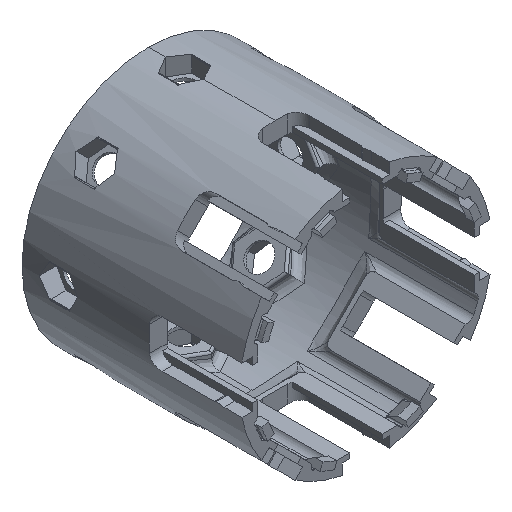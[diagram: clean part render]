
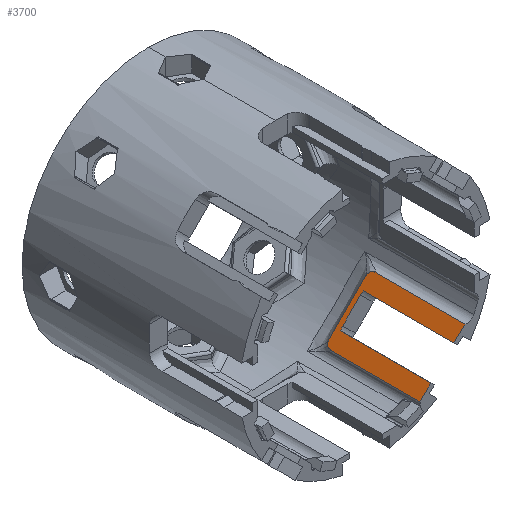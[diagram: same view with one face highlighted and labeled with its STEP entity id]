
A CAD part, isometric view. The second image highlights one B-rep face of the part: STEP entity #3700.
In plain terms, the highlighted planar face has unit normal (-0.707, 0, 0.707).
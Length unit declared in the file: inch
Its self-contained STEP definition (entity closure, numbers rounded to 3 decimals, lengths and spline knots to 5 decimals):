
#45 = CARTESIAN_POINT ( 'NONE',  ( 0.79061, 1.30951, -1.31656 ) ) ;
#265 = VERTEX_POINT ( 'NONE', #14478 ) ;
#297 = VECTOR ( 'NONE', #689, 39.37008 ) ;
#369 = VECTOR ( 'NONE', #10063, 39.37008 ) ;
#506 = EDGE_CURVE ( 'NONE', #4381, #929, #4369, .T. ) ;
#510 = LINE ( 'NONE', #11786, #369 ) ;
#616 = CARTESIAN_POINT ( 'NONE',  ( 1.34564, 1.29051, -0.76153 ) ) ;
#689 = DIRECTION ( 'NONE',  ( 0.707, 0., 0.707 ) ) ;
#929 = VERTEX_POINT ( 'NONE', #9066 ) ;
#935 = EDGE_CURVE ( 'NONE', #4381, #265, #6542, .T. ) ;
#1333 = CARTESIAN_POINT ( 'NONE',  ( 0.7542, 1.27709, -1.35298 ) ) ;
#1463 = VERTEX_POINT ( 'NONE', #2841 ) ;
#1647 = CARTESIAN_POINT ( 'NONE',  ( 0.79464, 1.31, -1.31253 ) ) ;
#1993 = CARTESIAN_POINT ( 'NONE',  ( 1.30846, 1.31, -0.79872 ) ) ;
#2294 = EDGE_CURVE ( 'NONE', #11510, #5241, #20686, .T. ) ;
#2424 = CARTESIAN_POINT ( 'NONE',  ( 0.79872, 1.31, -1.30846 ) ) ;
#2659 = DIRECTION ( 'NONE',  ( 0., -1., 0. ) ) ;
#2684 = VECTOR ( 'NONE', #9333, 39.37008 ) ;
#2689 = CARTESIAN_POINT ( 'NONE',  ( 0.89449, 0., -1.21269 ) ) ;
#2841 = CARTESIAN_POINT ( 'NONE',  ( 1.36295, 1.21639, -0.74423 ) ) ;
#2886 = EDGE_CURVE ( 'NONE', #5339, #5755, #20218, .T. ) ;
#2929 = ORIENTED_EDGE ( 'NONE', *, *, #935, .T. ) ;
#3047 = CARTESIAN_POINT ( 'NONE',  ( 0.76163, 1.29065, -1.34555 ) ) ;
#3364 = CARTESIAN_POINT ( 'NONE',  ( 0.75224, 1.27199, -1.35493 ) ) ;
#3436 = VECTOR ( 'NONE', #11044, 39.37008 ) ;
#3648 = CARTESIAN_POINT ( 'NONE',  ( 1.36295, 1.21639, -0.74423 ) ) ;
#3700 = ADVANCED_FACE ( 'NONE', ( #11997 ), #18738, .T. ) ;
#3855 = CARTESIAN_POINT ( 'NONE',  ( 1.36295, 1.25, -0.74423 ) ) ;
#4284 = EDGE_CURVE ( 'NONE', #17632, #15679, #8319, .T. ) ;
#4369 = LINE ( 'NONE', #8864, #16803 ) ;
#4381 = VERTEX_POINT ( 'NONE', #7939 ) ;
#4506 = CARTESIAN_POINT ( 'NONE',  ( 1.36295, 0., -0.74423 ) ) ;
#4664 = CARTESIAN_POINT ( 'NONE',  ( 0.75891, 1.28644, -1.34827 ) ) ;
#4827 = AXIS2_PLACEMENT_3D ( 'NONE', #20245, #12101, #15331 ) ;
#4874 = CARTESIAN_POINT ( 'NONE',  ( 0.745, 1.23926, -1.36217 ) ) ;
#4974 = CARTESIAN_POINT ( 'NONE',  ( 0.74423, 1.22789, -1.36295 ) ) ;
#5008 = VERTEX_POINT ( 'NONE', #13148 ) ;
#5217 = ORIENTED_EDGE ( 'NONE', *, *, #11001, .T. ) ;
#5241 = VERTEX_POINT ( 'NONE', #17805 ) ;
#5339 = VERTEX_POINT ( 'NONE', #6245 ) ;
#5356 = CARTESIAN_POINT ( 'NONE',  ( 1.30846, 1.31, -0.79872 ) ) ;
#5397 = DIRECTION ( 'NONE',  ( 0.707, 0., -0.707 ) ) ;
#5755 = VERTEX_POINT ( 'NONE', #10799 ) ;
#5846 = AXIS2_PLACEMENT_3D ( 'NONE', #16560, #5397, #8931 ) ;
#6093 = VERTEX_POINT ( 'NONE', #1993 ) ;
#6245 = CARTESIAN_POINT ( 'NONE',  ( 1.17733, 1.25, -0.92985 ) ) ;
#6251 = ORIENTED_EDGE ( 'NONE', *, *, #20830, .T. ) ;
#6542 = CIRCLE ( 'NONE', #6563, 0.15 ) ;
#6563 = AXIS2_PLACEMENT_3D ( 'NONE', #13681, #20212, #7458 ) ;
#6605 = CARTESIAN_POINT ( 'NONE',  ( 0.74423, 1.21639, -1.36295 ) ) ;
#6971 = CARTESIAN_POINT ( 'NONE',  ( 1.34843, 1.28618, -0.75875 ) ) ;
#7458 = DIRECTION ( 'NONE',  ( 0.707, 0., 0.707 ) ) ;
#7939 = CARTESIAN_POINT ( 'NONE',  ( 0.89449, 1.24142, -1.21269 ) ) ;
#7990 = CARTESIAN_POINT ( 'NONE',  ( 0.77138, 1.30099, -1.33579 ) ) ;
#8319 = B_SPLINE_CURVE_WITH_KNOTS ( 'NONE', 3,
 ( #16342, #1647, #45, #12720, #14534, #7990, #13029, #3047, #4664, #1333, #3364, #12925, #11198, #4874, #4974, #6605 ),
 .UNSPECIFIED., .F., .F.,
 ( 4, 2, 2, 2, 2, 2, 2, 4 ),
 ( 0., 0.00044, 0.00087, 0.00131, 0.00174, 0.00218, 0.00261, 0.00348 ),
 .UNSPECIFIED. ) ;
#8568 = CARTESIAN_POINT ( 'NONE',  ( 1.35847, 1.26115, -0.74871 ) ) ;
#8864 = CARTESIAN_POINT ( 'NONE',  ( 0.89449, 1.25, -1.21269 ) ) ;
#8931 = DIRECTION ( 'NONE',  ( 0.707, 0., 0.707 ) ) ;
#8995 = ORIENTED_EDGE ( 'NONE', *, *, #19759, .F. ) ;
#9038 = ORIENTED_EDGE ( 'NONE', *, *, #2886, .T. ) ;
#9066 = CARTESIAN_POINT ( 'NONE',  ( 0.89449, 0., -1.21269 ) ) ;
#9142 = ORIENTED_EDGE ( 'NONE', *, *, #17141, .T. ) ;
#9265 = EDGE_CURVE ( 'NONE', #1463, #11510, #13510, .T. ) ;
#9333 = DIRECTION ( 'NONE',  ( -0.707, 0., -0.707 ) ) ;
#10063 = DIRECTION ( 'NONE',  ( 0., -1., 0. ) ) ;
#10142 = DIRECTION ( 'NONE',  ( 0., -1., 0. ) ) ;
#10180 = CARTESIAN_POINT ( 'NONE',  ( 1.36295, 1.22787, -0.74423 ) ) ;
#10321 = CARTESIAN_POINT ( 'NONE',  ( 1.36295, 0., -0.74423 ) ) ;
#10358 = LINE ( 'NONE', #15508, #11938 ) ;
#10660 = EDGE_CURVE ( 'NONE', #929, #5008, #14165, .T. ) ;
#10670 = ORIENTED_EDGE ( 'NONE', *, *, #506, .F. ) ;
#10799 = CARTESIAN_POINT ( 'NONE',  ( 1.21269, 1.24142, -0.89449 ) ) ;
#11001 = EDGE_CURVE ( 'NONE', #1463, #6093, #19797, .T. ) ;
#11044 = DIRECTION ( 'NONE',  ( -0.707, 0., -0.707 ) ) ;
#11198 = CARTESIAN_POINT ( 'NONE',  ( 0.74786, 1.25605, -1.35932 ) ) ;
#11510 = VERTEX_POINT ( 'NONE', #10321 ) ;
#11786 = CARTESIAN_POINT ( 'NONE',  ( 0.74423, 1.25, -1.36295 ) ) ;
#11876 = ORIENTED_EDGE ( 'NONE', *, *, #2294, .F. ) ;
#11882 = ORIENTED_EDGE ( 'NONE', *, *, #9265, .F. ) ;
#11887 = LINE ( 'NONE', #13392, #17449 ) ;
#11897 = CARTESIAN_POINT ( 'NONE',  ( 1.33945, 1.2978, -0.76773 ) ) ;
#11938 = VECTOR ( 'NONE', #10142, 39.37008 ) ;
#11953 = LINE ( 'NONE', #18491, #297 ) ;
#11997 = FACE_OUTER_BOUND ( 'NONE', #14244, .T. ) ;
#12002 = CARTESIAN_POINT ( 'NONE',  ( 1.35544, 1.27211, -0.75173 ) ) ;
#12101 = DIRECTION ( 'NONE',  ( -0.707, 0., 0.707 ) ) ;
#12623 = ORIENTED_EDGE ( 'NONE', *, *, #19733, .T. ) ;
#12720 = CARTESIAN_POINT ( 'NONE',  ( 0.78267, 1.30736, -1.32451 ) ) ;
#12925 = CARTESIAN_POINT ( 'NONE',  ( 0.74909, 1.26151, -1.35809 ) ) ;
#13029 = CARTESIAN_POINT ( 'NONE',  ( 0.76793, 1.298, -1.33925 ) ) ;
#13148 = CARTESIAN_POINT ( 'NONE',  ( 0.74423, 0., -1.36295 ) ) ;
#13392 = CARTESIAN_POINT ( 'NONE',  ( 1.36295, 1.25, -0.74423 ) ) ;
#13510 = LINE ( 'NONE', #3855, #20600 ) ;
#13511 = CARTESIAN_POINT ( 'NONE',  ( 1.33595, 1.30088, -0.77123 ) ) ;
#13681 = CARTESIAN_POINT ( 'NONE',  ( 0.92985, 1.1, -1.17733 ) ) ;
#14165 = LINE ( 'NONE', #2689, #2684 ) ;
#14244 = EDGE_LOOP ( 'NONE', ( #8995, #15848, #9142, #19397, #10670, #2929, #6251, #9038, #12623, #11876, #11882, #5217 ) ) ;
#14478 = CARTESIAN_POINT ( 'NONE',  ( 0.92985, 1.25, -1.17733 ) ) ;
#14534 = CARTESIAN_POINT ( 'NONE',  ( 0.77872, 1.30566, -1.32846 ) ) ;
#15331 = DIRECTION ( 'NONE',  ( 0.707, 0., 0.707 ) ) ;
#15337 = CARTESIAN_POINT ( 'NONE',  ( 1.32483, 1.308, -0.78235 ) ) ;
#15508 = CARTESIAN_POINT ( 'NONE',  ( 1.21269, 1.25, -0.89449 ) ) ;
#15679 = VERTEX_POINT ( 'NONE', #20801 ) ;
#15848 = ORIENTED_EDGE ( 'NONE', *, *, #4284, .T. ) ;
#16342 = CARTESIAN_POINT ( 'NONE',  ( 0.79872, 1.31, -1.30846 ) ) ;
#16560 = CARTESIAN_POINT ( 'NONE',  ( 1.17733, 1.1, -0.92985 ) ) ;
#16718 = CARTESIAN_POINT ( 'NONE',  ( 1.36217, 1.23914, -0.74501 ) ) ;
#16803 = VECTOR ( 'NONE', #2659, 39.37008 ) ;
#17141 = EDGE_CURVE ( 'NONE', #15679, #5008, #510, .T. ) ;
#17449 = VECTOR ( 'NONE', #18099, 39.37008 ) ;
#17632 = VERTEX_POINT ( 'NONE', #2424 ) ;
#17805 = CARTESIAN_POINT ( 'NONE',  ( 1.21269, 0., -0.89449 ) ) ;
#18099 = DIRECTION ( 'NONE',  ( 0.707, 0., 0.707 ) ) ;
#18224 = DIRECTION ( 'NONE',  ( 0., -1., 0. ) ) ;
#18491 = CARTESIAN_POINT ( 'NONE',  ( 1.36295, 1.31, -0.74423 ) ) ;
#18738 = PLANE ( 'NONE',  #4827 ) ;
#19397 = ORIENTED_EDGE ( 'NONE', *, *, #10660, .F. ) ;
#19733 = EDGE_CURVE ( 'NONE', #5755, #5241, #10358, .T. ) ;
#19759 = EDGE_CURVE ( 'NONE', #17632, #6093, #11953, .T. ) ;
#19797 = B_SPLINE_CURVE_WITH_KNOTS ( 'NONE', 3,
 ( #3648, #10180, #16718, #8568, #12002, #6971, #616, #11897, #13511, #15337, #20035, #5356 ),
 .UNSPECIFIED., .F., .F.,
 ( 4, 2, 2, 2, 2, 4 ),
 ( 0., 0.00086, 0.00172, 0.00215, 0.00258, 0.00344 ),
 .UNSPECIFIED. ) ;
#20035 = CARTESIAN_POINT ( 'NONE',  ( 1.31664, 1.31, -0.79054 ) ) ;
#20212 = DIRECTION ( 'NONE',  ( 0.707, 0., -0.707 ) ) ;
#20218 = CIRCLE ( 'NONE', #5846, 0.15 ) ;
#20245 = CARTESIAN_POINT ( 'NONE',  ( 1.36295, 1.25, -0.74423 ) ) ;
#20600 = VECTOR ( 'NONE', #18224, 39.37008 ) ;
#20686 = LINE ( 'NONE', #4506, #3436 ) ;
#20801 = CARTESIAN_POINT ( 'NONE',  ( 0.74423, 1.21639, -1.36295 ) ) ;
#20830 = EDGE_CURVE ( 'NONE', #265, #5339, #11887, .T. ) ;
